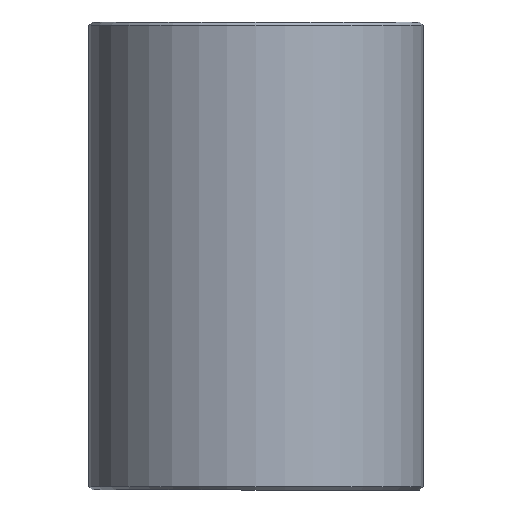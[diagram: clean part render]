
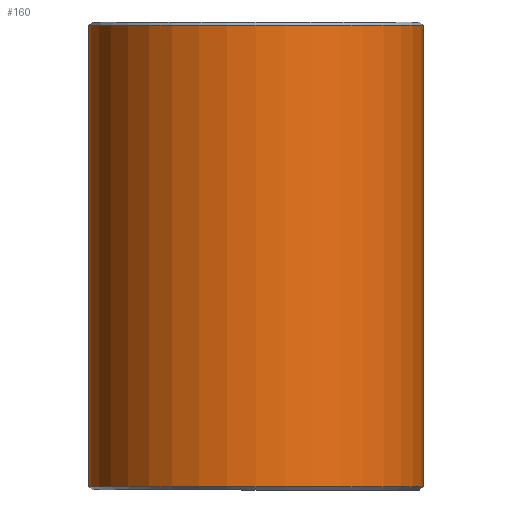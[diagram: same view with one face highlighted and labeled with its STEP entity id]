
A CAD part, front view. The second image highlights one B-rep face of the part: STEP entity #160.
In plain terms, the highlighted cylindrical face has radius 50 mm (diameter 100 mm), a full revolution.
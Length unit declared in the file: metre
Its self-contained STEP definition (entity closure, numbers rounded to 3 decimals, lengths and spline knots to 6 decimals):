
#160=ADVANCED_FACE('',(#186,#187),#188,.T.);
#186=FACE_OUTER_BOUND('',#3138,.T.);
#187=FACE_OUTER_BOUND('',#3139,.T.);
#188=CYLINDRICAL_SURFACE('',#3140,0.05);
#3138=EDGE_LOOP('',(#6115));
#3139=EDGE_LOOP('',(#6116));
#3140=AXIS2_PLACEMENT_3D('',#6117,#6118,#6119);
#6115=ORIENTED_EDGE('',*,*,#6160,.T.);
#6116=ORIENTED_EDGE('',*,*,#6161,.F.);
#6117=CARTESIAN_POINT('',(0.0,0.0,0.));
#6118=DIRECTION('',(0.0,0.,-1.0));
#6119=DIRECTION('',(0.0,1.0,0.));
#6160=EDGE_CURVE('',#6192,#6192,#6193,.T.);
#6161=EDGE_CURVE('',#6194,#6194,#6195,.T.);
#6192=VERTEX_POINT('',#6456);
#6193=CIRCLE('',#6457,0.05);
#6194=VERTEX_POINT('',#6458);
#6195=CIRCLE('',#6459,0.05);
#6456=CARTESIAN_POINT('',(0.0,0.05,0.139));
#6457=AXIS2_PLACEMENT_3D('',#6492,#6493,#6494);
#6458=CARTESIAN_POINT('',(0.0,0.05,0.001));
#6459=AXIS2_PLACEMENT_3D('',#6495,#6496,#6497);
#6492=CARTESIAN_POINT('',(0.0,0.,0.139));
#6493=DIRECTION('',(0.0,0.,-1.0));
#6494=DIRECTION('',(0.0,1.0,0.));
#6495=CARTESIAN_POINT('',(0.0,0.0,0.001));
#6496=DIRECTION('',(0.0,0.,-1.0));
#6497=DIRECTION('',(0.0,1.0,0.));
